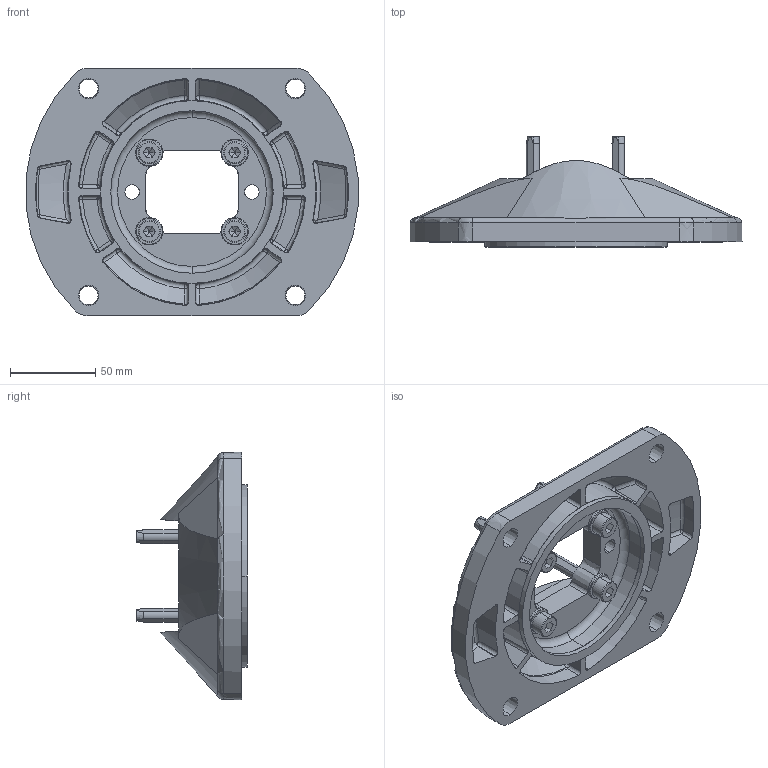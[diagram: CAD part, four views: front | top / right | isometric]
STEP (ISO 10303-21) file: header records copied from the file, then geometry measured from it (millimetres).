
FILE_DESCRIPTION (( 'STEP AP214' ), '1' );
FILE_NAME ('49477200.STEP', '2009-04-08T14:49:37', ( ' ' ), ( '' ), 'SwSTEP 2.0', 'SolidWorks 2008', '' );
FILE_SCHEMA (( 'AUTOMOTIVE_DESIGN' ));
Length unit declared in the file: millimetre
Products named in the file (8): 49477200; 82398_Standard; 82399_Standard; 52311_eingebaut im Standfuß fest; 12824_Standard; 93152_Standard; 83019_Standard
Assembly tree (13 placements, depth 3):
  49477200
    12824_Standard
      12824_Standard
    52311_eingebaut im Standfuß fest
      93152_Standard  x4
      82398_Standard
      82399_Standard
      83019_Standard  x4
Bounding box: 194.26 x 64.4 x 145 mm (x, y, z)
Volume: 386452 mm3; surface area: 105305.9 mm2
Topology: 11 solids, 11 shells, 511 faces, 1231 edges, 734 vertices
Faces by surface type: plane 148, cone 131, cylinder 86, bspline 66, torus 64, sphere 16
Entity records: 19034 total; most frequent: CARTESIAN_POINT 10611, ORIENTED_EDGE 1802, DIRECTION 1541, EDGE_CURVE 901, AXIS2_PLACEMENT_3D 644, VERTEX_POINT 555, EDGE_LOOP 412, ADVANCED_FACE 370
